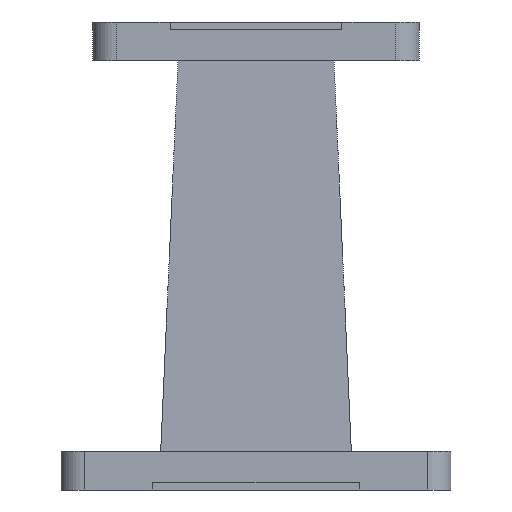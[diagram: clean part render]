
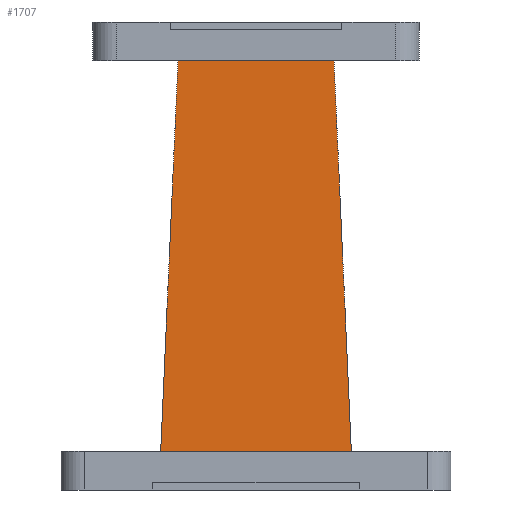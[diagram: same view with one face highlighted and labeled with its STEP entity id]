
A CAD part, left-side view. The second image highlights one B-rep face of the part: STEP entity #1707.
In plain terms, the highlighted planar face has unit normal (-1, 0, 0.019).
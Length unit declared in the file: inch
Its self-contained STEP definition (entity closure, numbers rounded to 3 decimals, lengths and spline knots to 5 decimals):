
#44 = ORIENTED_EDGE ( 'NONE', *, *, #798, .T. ) ;
#106 = CARTESIAN_POINT ( 'NONE',  ( -0.29851, -0.61105, -2.75 ) ) ;
#233 = VECTOR ( 'NONE', #1753, 39.37008 ) ;
#361 = CARTESIAN_POINT ( 'NONE',  ( -0.25001, -0.50005, -0.25 ) ) ;
#463 = DIRECTION ( 'NONE',  ( -0.019, 0.044, -0.999 ) ) ;
#464 = DIRECTION ( 'NONE',  ( -0.019, -0.044, -0.999 ) ) ;
#584 = VERTEX_POINT ( 'NONE', #3813 ) ;
#599 = PLANE ( 'NONE',  #1966 ) ;
#641 = LINE ( 'NONE', #3021, #3604 ) ;
#798 = EDGE_CURVE ( 'NONE', #1228, #584, #641, .T. ) ;
#831 = VERTEX_POINT ( 'NONE', #106 ) ;
#930 = ORIENTED_EDGE ( 'NONE', *, *, #1078, .F. ) ;
#1078 = EDGE_CURVE ( 'NONE', #1228, #831, #1885, .T. ) ;
#1097 = VECTOR ( 'NONE', #464, 39.37008 ) ;
#1158 = ORIENTED_EDGE ( 'NONE', *, *, #3457, .T. ) ;
#1228 = VERTEX_POINT ( 'NONE', #361 ) ;
#1312 = LINE ( 'NONE', #2817, #3007 ) ;
#1565 = DIRECTION ( 'NONE',  ( 0., 1., 0. ) ) ;
#1707 = ADVANCED_FACE ( 'NONE', ( #2383 ), #599, .T. ) ;
#1753 = DIRECTION ( 'NONE',  ( 0., -1., 0. ) ) ;
#1885 = LINE ( 'NONE', #3446, #1097 ) ;
#1966 = AXIS2_PLACEMENT_3D ( 'NONE', #3274, #3860, #2648 ) ;
#1983 = VERTEX_POINT ( 'NONE', #2072 ) ;
#2072 = CARTESIAN_POINT ( 'NONE',  ( -0.29851, 0.61105, -2.75 ) ) ;
#2383 = FACE_OUTER_BOUND ( 'NONE', #3665, .T. ) ;
#2648 = DIRECTION ( 'NONE',  ( 0.019, 0., 1. ) ) ;
#2817 = CARTESIAN_POINT ( 'NONE',  ( -0.24465, 0.48778, 0.0264 ) ) ;
#2926 = CARTESIAN_POINT ( 'NONE',  ( -0.29851, 0., -2.75 ) ) ;
#3007 = VECTOR ( 'NONE', #463, 39.37008 ) ;
#3021 = CARTESIAN_POINT ( 'NONE',  ( -0.25001, 0., -0.25 ) ) ;
#3274 = CARTESIAN_POINT ( 'NONE',  ( -0.24507, 0., 0.00475 ) ) ;
#3326 = ORIENTED_EDGE ( 'NONE', *, *, #3748, .T. ) ;
#3446 = CARTESIAN_POINT ( 'NONE',  ( -0.24465, -0.48778, 0.0264 ) ) ;
#3457 = EDGE_CURVE ( 'NONE', #584, #1983, #1312, .T. ) ;
#3472 = LINE ( 'NONE', #2926, #233 ) ;
#3604 = VECTOR ( 'NONE', #1565, 39.37008 ) ;
#3665 = EDGE_LOOP ( 'NONE', ( #1158, #3326, #930, #44 ) ) ;
#3748 = EDGE_CURVE ( 'NONE', #1983, #831, #3472, .T. ) ;
#3813 = CARTESIAN_POINT ( 'NONE',  ( -0.25001, 0.50005, -0.25 ) ) ;
#3860 = DIRECTION ( 'NONE',  ( -1., 0., 0.019 ) ) ;
